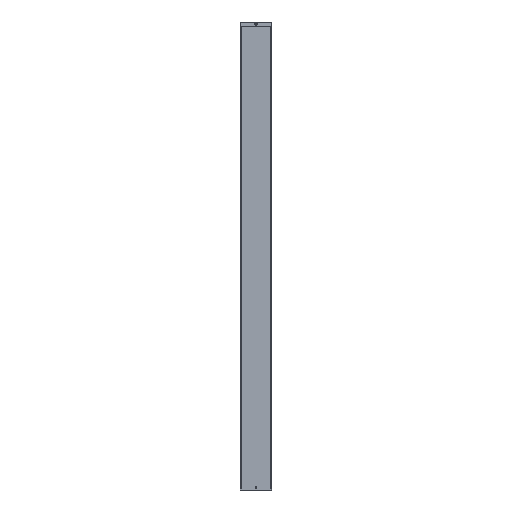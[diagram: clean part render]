
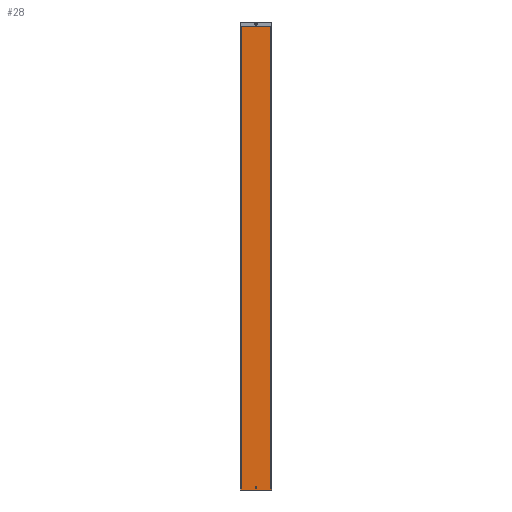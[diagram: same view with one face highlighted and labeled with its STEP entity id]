
A CAD part, front view. The second image highlights one B-rep face of the part: STEP entity #28.
In plain terms, the highlighted planar face has unit normal (0, -1, 0).
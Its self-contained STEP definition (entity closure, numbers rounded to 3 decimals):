
#28 = ADVANCED_FACE ( 'NONE', ( #743, #956 ), #1441, .F. ) ;
#55 = EDGE_CURVE ( 'NONE', #1018, #319, #464, .T. ) ;
#65 = DIRECTION ( 'NONE',  ( 1., 0., 0. ) ) ;
#82 = ORIENTED_EDGE ( 'NONE', *, *, #802, .F. ) ;
#112 = AXIS2_PLACEMENT_3D ( 'NONE', #187, #449, #65 ) ;
#120 = CARTESIAN_POINT ( 'NONE',  ( 100., 0., 2969. ) ) ;
#170 = ORIENTED_EDGE ( 'NONE', *, *, #412, .T. ) ;
#187 = CARTESIAN_POINT ( 'NONE',  ( 0., 0., 14. ) ) ;
#203 = CARTESIAN_POINT ( 'NONE',  ( 5.5, 0., 14. ) ) ;
#226 = CARTESIAN_POINT ( 'NONE',  ( 100., 0., 2969. ) ) ;
#249 = CARTESIAN_POINT ( 'NONE',  ( 0., 0., 14. ) ) ;
#255 = DIRECTION ( 'NONE',  ( 1., 0., 0. ) ) ;
#313 = ORIENTED_EDGE ( 'NONE', *, *, #55, .F. ) ;
#319 = VERTEX_POINT ( 'NONE', #203 ) ;
#347 = DIRECTION ( 'NONE',  ( -1., 0., 0. ) ) ;
#355 = LINE ( 'NONE', #629, #1092 ) ;
#363 = DIRECTION ( 'NONE',  ( 0., 0., -1. ) ) ;
#371 = VERTEX_POINT ( 'NONE', #1085 ) ;
#375 = CARTESIAN_POINT ( 'NONE',  ( 100., 0., 2969. ) ) ;
#401 = VECTOR ( 'NONE', #255, 1000. ) ;
#412 = EDGE_CURVE ( 'NONE', #371, #1288, #1438, .T. ) ;
#414 = VECTOR ( 'NONE', #363, 1000. ) ;
#449 = DIRECTION ( 'NONE',  ( 0., -1., 0. ) ) ;
#464 = CIRCLE ( 'NONE', #1001, 5.5 ) ;
#467 = CARTESIAN_POINT ( 'NONE',  ( -100., 0., 2969. ) ) ;
#471 = EDGE_CURVE ( 'NONE', #1081, #472, #845, .T. ) ;
#472 = VERTEX_POINT ( 'NONE', #1455 ) ;
#487 = DIRECTION ( 'NONE',  ( 0., 1., 0. ) ) ;
#524 = VECTOR ( 'NONE', #951, 1000. ) ;
#548 = AXIS2_PLACEMENT_3D ( 'NONE', #375, #487, #347 ) ;
#595 = ORIENTED_EDGE ( 'NONE', *, *, #1397, .T. ) ;
#620 = LINE ( 'NONE', #1111, #401 ) ;
#629 = CARTESIAN_POINT ( 'NONE',  ( 100., 0., 0. ) ) ;
#735 = DIRECTION ( 'NONE',  ( 1., 0., 0. ) ) ;
#743 = FACE_BOUND ( 'NONE', #1030, .T. ) ;
#773 = CARTESIAN_POINT ( 'NONE',  ( -100., 0., 0. ) ) ;
#802 = EDGE_CURVE ( 'NONE', #319, #1018, #1016, .T. ) ;
#845 = LINE ( 'NONE', #226, #414 ) ;
#909 = EDGE_CURVE ( 'NONE', #371, #1081, #620, .T. ) ;
#951 = DIRECTION ( 'NONE',  ( 0., 0., -1. ) ) ;
#956 = FACE_OUTER_BOUND ( 'NONE', #1105, .T. ) ;
#1001 = AXIS2_PLACEMENT_3D ( 'NONE', #249, #1113, #735 ) ;
#1016 = CIRCLE ( 'NONE', #112, 5.5 ) ;
#1018 = VERTEX_POINT ( 'NONE', #1067 ) ;
#1030 = EDGE_LOOP ( 'NONE', ( #82, #313 ) ) ;
#1067 = CARTESIAN_POINT ( 'NONE',  ( -5.5, 0., 14. ) ) ;
#1081 = VERTEX_POINT ( 'NONE', #120 ) ;
#1085 = CARTESIAN_POINT ( 'NONE',  ( -100., 0., 2969. ) ) ;
#1092 = VECTOR ( 'NONE', #1095, 1000. ) ;
#1095 = DIRECTION ( 'NONE',  ( 1., 0., 0. ) ) ;
#1105 = EDGE_LOOP ( 'NONE', ( #595, #1388, #1317, #170 ) ) ;
#1111 = CARTESIAN_POINT ( 'NONE',  ( -100., 0., 2969. ) ) ;
#1113 = DIRECTION ( 'NONE',  ( 0., -1., 0. ) ) ;
#1288 = VERTEX_POINT ( 'NONE', #773 ) ;
#1317 = ORIENTED_EDGE ( 'NONE', *, *, #909, .F. ) ;
#1388 = ORIENTED_EDGE ( 'NONE', *, *, #471, .F. ) ;
#1397 = EDGE_CURVE ( 'NONE', #1288, #472, #355, .T. ) ;
#1438 = LINE ( 'NONE', #467, #524 ) ;
#1441 = PLANE ( 'NONE',  #548 ) ;
#1455 = CARTESIAN_POINT ( 'NONE',  ( 100., 0., 0. ) ) ;
